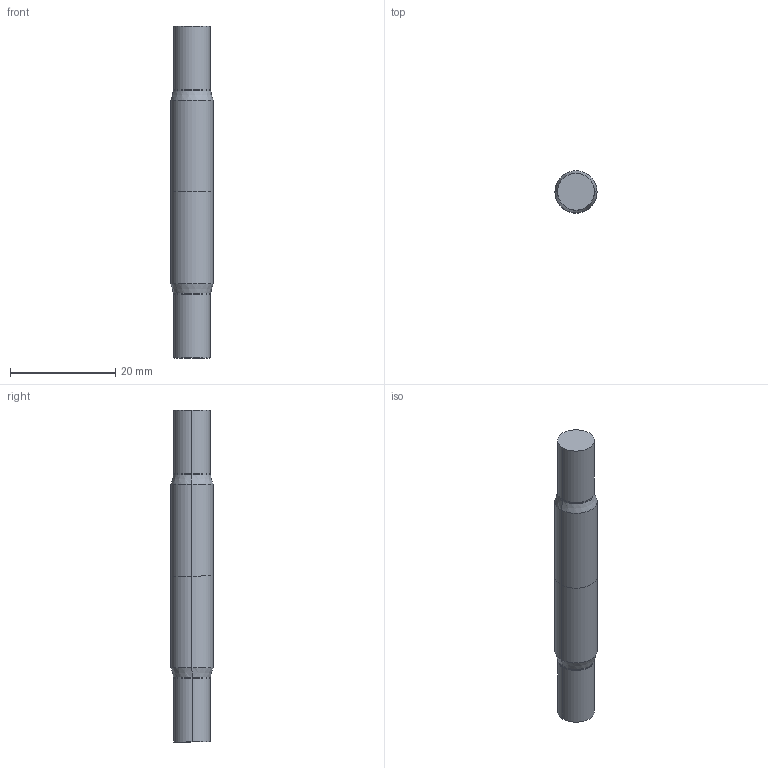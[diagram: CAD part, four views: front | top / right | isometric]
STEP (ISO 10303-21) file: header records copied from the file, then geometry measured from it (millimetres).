
FILE_DESCRIPTION (( 'STEP AP203' ), '1' );
FILE_NAME ('41445.STEP', '2024-03-04T16:08:40', ( '' ), ( '' ), 'SwSTEP 2.0', 'SolidWorks 2023', '' );
FILE_SCHEMA (( 'CONFIG_CONTROL_DESIGN' ));
Length unit declared in the file: inch
Products named in the file (1): 41445
Bounding box: 8 x 8 x 63 mm (x, y, z)
Surface area: 2651.8 mm2
Topology: 5 solids, 5 shells, 38 faces, 66 edges, 38 vertices
Faces by surface type: cylinder 16, cone 12, plane 10
Entity records: 975 total; most frequent: DIRECTION 182, CARTESIAN_POINT 143, ORIENTED_EDGE 132, AXIS2_PLACEMENT_3D 77, EDGE_CURVE 66, EDGE_LOOP 38, ADVANCED_FACE 38, FACE_OUTER_BOUND 38
